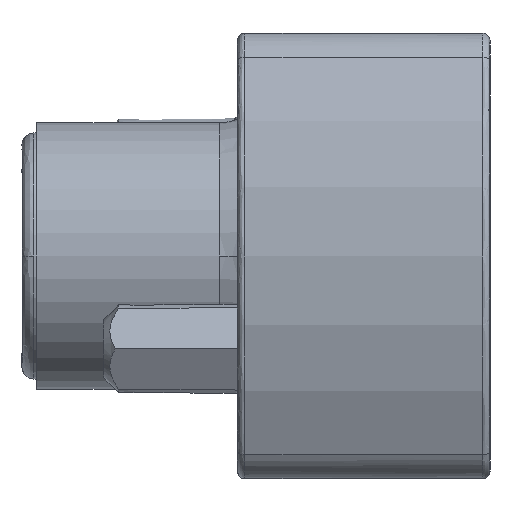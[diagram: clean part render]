
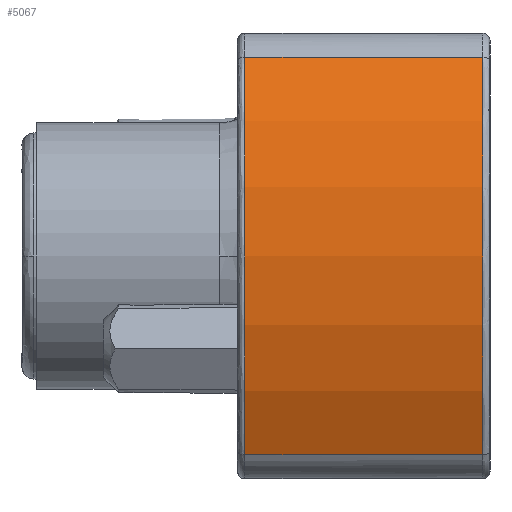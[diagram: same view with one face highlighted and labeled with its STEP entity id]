
A CAD part, left-side view. The second image highlights one B-rep face of the part: STEP entity #5067.
In plain terms, the highlighted cylindrical face has radius 7.367 mm (diameter 14.733 mm), a partial arc.
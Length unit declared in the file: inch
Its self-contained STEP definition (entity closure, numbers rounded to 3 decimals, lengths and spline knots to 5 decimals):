
#642 = CARTESIAN_POINT ( 'NONE',  ( -2.10827, 0.165, 0.15 ) ) ;
#643 = DIRECTION ( 'NONE',  ( 0., 1., 0. ) ) ;
#644 = DIRECTION ( 'NONE',  ( 1., 0., 0. ) ) ;
#731 = CARTESIAN_POINT ( 'NONE',  ( -2.36557, 0.133, 0.01616 ) ) ;
#733 = DIRECTION ( 'NONE',  ( 0., -1., 0. ) ) ;
#738 = CARTESIAN_POINT ( 'NONE',  ( -2.36557, 0.133, 0.28384 ) ) ;
#744 = DIRECTION ( 'NONE',  ( 0., 1., 0. ) ) ;
#759 = CARTESIAN_POINT ( 'NONE',  ( -2.10827, 0.005, 0.15 ) ) ;
#760 = DIRECTION ( 'NONE',  ( 0., 1., 0. ) ) ;
#761 = DIRECTION ( 'NONE',  ( 1., 0., 0. ) ) ;
#1246 = CARTESIAN_POINT ( 'NONE',  ( -2.36557, 0.005, 0.28384 ) ) ;
#2590 = AXIS2_PLACEMENT_3D ( 'NONE', #759, #760, #761 ) ;
#2595 = AXIS2_PLACEMENT_3D ( 'NONE', #642, #643, #644 ) ;
#3335 = DIRECTION ( 'NONE',  ( 0., -1., 0. ) ) ;
#3336 = DIRECTION ( 'NONE',  ( 1., 0., 0. ) ) ;
#3339 = CARTESIAN_POINT ( 'NONE',  ( -2.10827, 0.133, 0.15 ) ) ;
#5067 = ADVANCED_FACE ( 'NONE', ( #8521 ), #8584, .T. ) ;
#6514 = AXIS2_PLACEMENT_3D ( 'NONE', #3339, #3335, #3336 ) ;
#7514 = VERTEX_POINT ( 'NONE', #1246 ) ;
#8521 = FACE_OUTER_BOUND ( 'NONE', #12184, .T. ) ;
#8584 = CYLINDRICAL_SURFACE ( 'NONE', #6514, 0.29002 ) ;
#10030 = CIRCLE ( 'NONE', #2595, 0.29002 ) ;
#10043 = LINE ( 'NONE', #731, #10046 ) ;
#10046 = VECTOR ( 'NONE', #733, 39.37008 ) ;
#10048 = LINE ( 'NONE', #738, #10052 ) ;
#10052 = VECTOR ( 'NONE', #744, 39.37008 ) ;
#10055 = CIRCLE ( 'NONE', #2590, 0.29002 ) ;
#10474 = CARTESIAN_POINT ( 'NONE',  ( -2.36557, 0.005, 0.01616 ) ) ;
#10832 = CARTESIAN_POINT ( 'NONE',  ( -2.36557, 0.165, 0.28384 ) ) ;
#11073 = CARTESIAN_POINT ( 'NONE',  ( -2.36557, 0.165, 0.01616 ) ) ;
#11306 = ORIENTED_EDGE ( 'NONE', *, *, #13772, .F. ) ;
#11340 = ORIENTED_EDGE ( 'NONE', *, *, #13792, .T. ) ;
#11343 = ORIENTED_EDGE ( 'NONE', *, *, #13800, .T. ) ;
#11344 = ORIENTED_EDGE ( 'NONE', *, *, #13796, .T. ) ;
#12184 = EDGE_LOOP ( 'NONE', ( #11340, #11343, #11344, #11306 ) ) ;
#13031 = VERTEX_POINT ( 'NONE', #10474 ) ;
#13220 = VERTEX_POINT ( 'NONE', #10832 ) ;
#13359 = VERTEX_POINT ( 'NONE', #11073 ) ;
#13772 = EDGE_CURVE ( 'NONE', #13359, #13220, #10030, .T. ) ;
#13792 = EDGE_CURVE ( 'NONE', #13359, #13031, #10043, .T. ) ;
#13796 = EDGE_CURVE ( 'NONE', #7514, #13220, #10048, .T. ) ;
#13800 = EDGE_CURVE ( 'NONE', #13031, #7514, #10055, .T. ) ;
